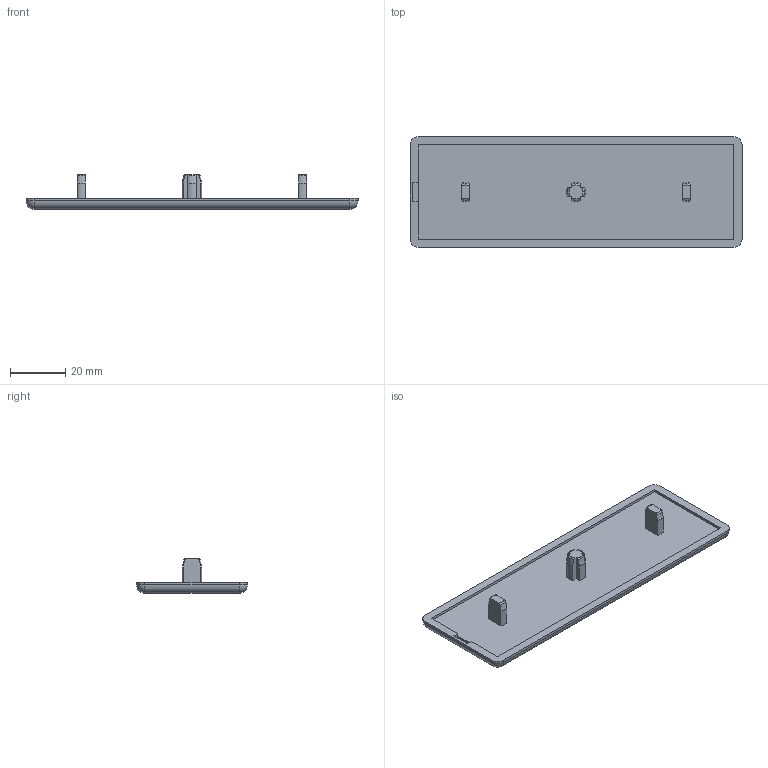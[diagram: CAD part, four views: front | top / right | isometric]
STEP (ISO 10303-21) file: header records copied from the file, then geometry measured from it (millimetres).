
FILE_DESCRIPTION (( 'STEP AP214' ), '1' );
FILE_NAME ('091094.STEP', '2013-07-01T08:38:40', ( 'User' ), ( '' ), 'SwSTEP 2.0', 'SolidWorks 2012', '' );
FILE_SCHEMA (( 'AUTOMOTIVE_DESIGN' ));
Length unit declared in the file: millimetre
Products named in the file (1): 091094
Bounding box: 120 x 40 x 12.5 mm (x, y, z)
Volume: 15325.9 mm3; surface area: 11320.7 mm2
Topology: 1 solids, 1 shells, 71 faces, 184 edges, 115 vertices
Faces by surface type: plane 32, cylinder 17, torus 9, cone 9, sphere 4
Entity records: 2242 total; most frequent: CARTESIAN_POINT 511, ORIENTED_EDGE 360, DIRECTION 346, EDGE_CURVE 180, AXIS2_PLACEMENT_3D 126, VERTEX_POINT 115, LINE 94, VECTOR 94
